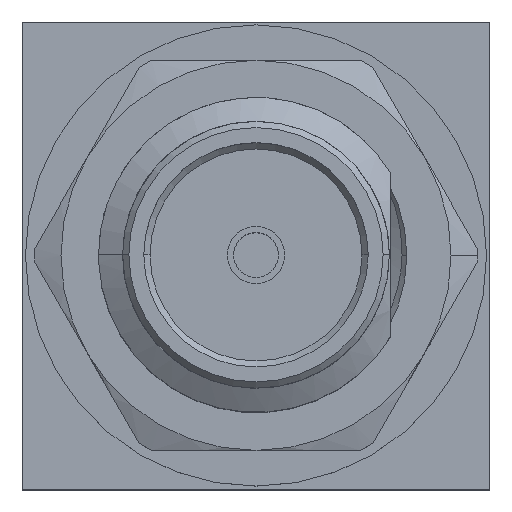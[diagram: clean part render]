
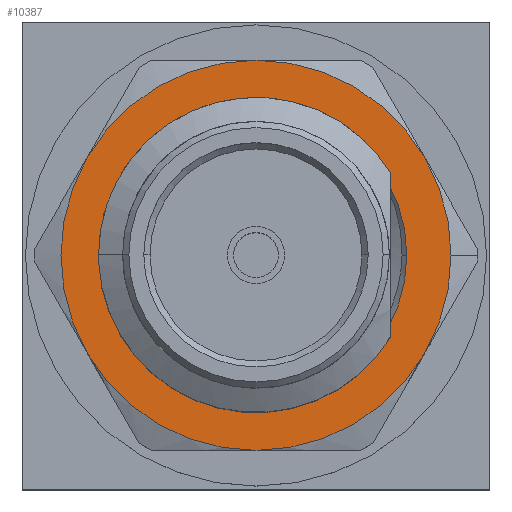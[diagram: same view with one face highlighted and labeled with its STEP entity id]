
A CAD part, top view. The second image highlights one B-rep face of the part: STEP entity #10387.
In plain terms, the highlighted planar face has unit normal (0, 0, 1).
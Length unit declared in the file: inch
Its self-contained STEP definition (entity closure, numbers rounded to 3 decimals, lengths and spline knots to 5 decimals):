
#251 = DIRECTION ( 'NONE',  ( 0., 0., 1. ) ) ;
#794 = B_SPLINE_CURVE_WITH_KNOTS ( 'NONE', 3,
 ( #3488, #7220, #3324, #2086, #13688, #8562, #13611, #11124 ),
 .UNSPECIFIED., .F., .F.,
 ( 4, 2, 2, 4 ),
 ( 0.00139, 0.0018, 0.00221, 0.00303 ),
 .UNSPECIFIED. ) ;
#995 = CIRCLE ( 'NONE', #15584, 0.1565 ) ;
#1123 = DIRECTION ( 'NONE',  ( 1., 0., 0. ) ) ;
#1202 = FACE_BOUND ( 'NONE', #6939, .T. ) ;
#1309 = CARTESIAN_POINT ( 'NONE',  ( 0.1565, 0., 0.185 ) ) ;
#1317 = CARTESIAN_POINT ( 'NONE',  ( -0.13553, 0.07825, 0.185 ) ) ;
#1402 = CARTESIAN_POINT ( 'NONE',  ( 0.02381, 0.11865, 0.185 ) ) ;
#1558 = CARTESIAN_POINT ( 'NONE',  ( 0., 0., 0.185 ) ) ;
#1665 = EDGE_CURVE ( 'NONE', #2081, #16386, #3529, .T. ) ;
#1776 = VERTEX_POINT ( 'NONE', #6098 ) ;
#1902 = DIRECTION ( 'NONE',  ( 0., 0., -1. ) ) ;
#2033 = DIRECTION ( 'NONE',  ( 0., 0., 1. ) ) ;
#2081 = VERTEX_POINT ( 'NONE', #7800 ) ;
#2086 = CARTESIAN_POINT ( 'NONE',  ( -0.12146, 0.01513, 0.185 ) ) ;
#2088 = AXIS2_PLACEMENT_3D ( 'NONE', #1558, #7951, #9281 ) ;
#2288 = CARTESIAN_POINT ( 'NONE',  ( 0., 0., 0.185 ) ) ;
#2311 = CARTESIAN_POINT ( 'NONE',  ( -0.0375, 0.11924, 0.185 ) ) ;
#2440 = CARTESIAN_POINT ( 'NONE',  ( 0., 0., 0.185 ) ) ;
#2532 = DIRECTION ( 'NONE',  ( 1., 0., 0. ) ) ;
#2601 = VERTEX_POINT ( 'NONE', #6377 ) ;
#2766 = ORIENTED_EDGE ( 'NONE', *, *, #4411, .T. ) ;
#2880 = CIRCLE ( 'NONE', #7110, 0.1565 ) ;
#2939 = B_SPLINE_CURVE_WITH_KNOTS ( 'NONE', 3,
 ( #2311, #6136, #3637, #7452, #8379, #5813 ),
 .UNSPECIFIED., .F., .F.,
 ( 4, 2, 4 ),
 ( 0., 0.00078, 0.00157 ),
 .UNSPECIFIED. ) ;
#2945 = EDGE_CURVE ( 'NONE', #2601, #2081, #9506, .T. ) ;
#2965 = VERTEX_POINT ( 'NONE', #1317 ) ;
#3051 = CARTESIAN_POINT ( 'NONE',  ( -0.12085, -0.00644, 0.185 ) ) ;
#3276 = EDGE_LOOP ( 'NONE', ( #15479, #11330, #12646, #13509, #2766, #9357, #13403 ) ) ;
#3323 = EDGE_CURVE ( 'NONE', #1776, #10193, #10559, .T. ) ;
#3324 = CARTESIAN_POINT ( 'NONE',  ( -0.12168, 0.00431, 0.185 ) ) ;
#3488 = CARTESIAN_POINT ( 'NONE',  ( -0.12085, -0.00644, 0.185 ) ) ;
#3529 = CIRCLE ( 'NONE', #12805, 0.1565 ) ;
#3637 = CARTESIAN_POINT ( 'NONE',  ( -0.01716, 0.12295, 0.185 ) ) ;
#3701 = DIRECTION ( 'NONE',  ( 0., 0., 1. ) ) ;
#4411 = EDGE_CURVE ( 'NONE', #2965, #10432, #995, .T. ) ;
#4508 = CIRCLE ( 'NONE', #13784, 0.1565 ) ;
#4543 = DIRECTION ( 'NONE',  ( 1., 0., 0. ) ) ;
#4697 = CARTESIAN_POINT ( 'NONE',  ( 0., 0., 0.185 ) ) ;
#4712 = ORIENTED_EDGE ( 'NONE', *, *, #9955, .T. ) ;
#4736 = AXIS2_PLACEMENT_3D ( 'NONE', #5721, #1902, #4543 ) ;
#4883 = VERTEX_POINT ( 'NONE', #5574 ) ;
#4934 = DIRECTION ( 'NONE',  ( 1., 0., 0. ) ) ;
#5263 = CIRCLE ( 'NONE', #2088, 0.12102 ) ;
#5574 = CARTESIAN_POINT ( 'NONE',  ( -0.11124, 0.05701, 0.185 ) ) ;
#5656 = DIRECTION ( 'NONE',  ( 0., 0., 1. ) ) ;
#5701 = VERTEX_POINT ( 'NONE', #8035 ) ;
#5721 = CARTESIAN_POINT ( 'NONE',  ( 0., 0., 0.185 ) ) ;
#5813 = CARTESIAN_POINT ( 'NONE',  ( 0.02381, 0.11865, 0.185 ) ) ;
#5949 = FACE_OUTER_BOUND ( 'NONE', #3276, .T. ) ;
#6028 = DIRECTION ( 'NONE',  ( 0., 0., 1. ) ) ;
#6098 = CARTESIAN_POINT ( 'NONE',  ( 0.12102, 0., 0.185 ) ) ;
#6136 = CARTESIAN_POINT ( 'NONE',  ( -0.02738, 0.12176, 0.185 ) ) ;
#6377 = CARTESIAN_POINT ( 'NONE',  ( 0., -0.1565, 0.185 ) ) ;
#6475 = ORIENTED_EDGE ( 'NONE', *, *, #10526, .F. ) ;
#6939 = EDGE_LOOP ( 'NONE', ( #6475, #15795, #4712, #9426, #10383 ) ) ;
#7110 = AXIS2_PLACEMENT_3D ( 'NONE', #8754, #10073, #15295 ) ;
#7220 = CARTESIAN_POINT ( 'NONE',  ( -0.12145, -0.00108, 0.185 ) ) ;
#7452 = CARTESIAN_POINT ( 'NONE',  ( 0.00347, 0.12275, 0.185 ) ) ;
#7800 = CARTESIAN_POINT ( 'NONE',  ( 0.13553, -0.07825, 0.185 ) ) ;
#7900 = CIRCLE ( 'NONE', #14522, 0.1565 ) ;
#7951 = DIRECTION ( 'NONE',  ( 0., 0., -1. ) ) ;
#8035 = CARTESIAN_POINT ( 'NONE',  ( -0.0375, 0.11924, 0.185 ) ) ;
#8117 = CARTESIAN_POINT ( 'NONE',  ( 0.13553, 0.07825, 0.185 ) ) ;
#8195 = AXIS2_PLACEMENT_3D ( 'NONE', #8844, #13895, #2532 ) ;
#8330 = EDGE_CURVE ( 'NONE', #11492, #12998, #7900, .T. ) ;
#8379 = CARTESIAN_POINT ( 'NONE',  ( 0.01388, 0.12132, 0.185 ) ) ;
#8554 = CARTESIAN_POINT ( 'NONE',  ( 0., 0., 0.185 ) ) ;
#8562 = CARTESIAN_POINT ( 'NONE',  ( -0.11856, 0.03664, 0.185 ) ) ;
#8670 = CARTESIAN_POINT ( 'NONE',  ( 0., 0., 0.185 ) ) ;
#8719 = AXIS2_PLACEMENT_3D ( 'NONE', #8554, #13848, #10115 ) ;
#8754 = CARTESIAN_POINT ( 'NONE',  ( 0., 0., 0.185 ) ) ;
#8803 = EDGE_CURVE ( 'NONE', #12998, #2965, #2880, .T. ) ;
#8844 = CARTESIAN_POINT ( 'NONE',  ( 0., 0., 0.185 ) ) ;
#9281 = DIRECTION ( 'NONE',  ( 1., 0., 0. ) ) ;
#9357 = ORIENTED_EDGE ( 'NONE', *, *, #10489, .T. ) ;
#9426 = ORIENTED_EDGE ( 'NONE', *, *, #3323, .T. ) ;
#9506 = CIRCLE ( 'NONE', #8719, 0.1565 ) ;
#9739 = DIRECTION ( 'NONE',  ( 0., 0., 1. ) ) ;
#9955 = EDGE_CURVE ( 'NONE', #14170, #1776, #5263, .T. ) ;
#10073 = DIRECTION ( 'NONE',  ( 0., 0., 1. ) ) ;
#10115 = DIRECTION ( 'NONE',  ( 1., 0., 0. ) ) ;
#10193 = VERTEX_POINT ( 'NONE', #3051 ) ;
#10277 = CARTESIAN_POINT ( 'NONE',  ( 0., 0., 0.185 ) ) ;
#10300 = CIRCLE ( 'NONE', #16406, 0.1565 ) ;
#10383 = ORIENTED_EDGE ( 'NONE', *, *, #15187, .T. ) ;
#10387 = ADVANCED_FACE ( 'NONE', ( #5949, #1202 ), #16069, .T. ) ;
#10432 = VERTEX_POINT ( 'NONE', #15073 ) ;
#10489 = EDGE_CURVE ( 'NONE', #10432, #2601, #10300, .T. ) ;
#10526 = EDGE_CURVE ( 'NONE', #5701, #4883, #15345, .T. ) ;
#10539 = DIRECTION ( 'NONE',  ( 1., 0., 0. ) ) ;
#10559 = CIRCLE ( 'NONE', #4736, 0.12102 ) ;
#11124 = CARTESIAN_POINT ( 'NONE',  ( -0.11124, 0.05701, 0.185 ) ) ;
#11330 = ORIENTED_EDGE ( 'NONE', *, *, #15905, .T. ) ;
#11492 = VERTEX_POINT ( 'NONE', #8117 ) ;
#12327 = DIRECTION ( 'NONE',  ( 1., 0., 0. ) ) ;
#12646 = ORIENTED_EDGE ( 'NONE', *, *, #8330, .T. ) ;
#12805 = AXIS2_PLACEMENT_3D ( 'NONE', #2440, #9739, #14889 ) ;
#12849 = DIRECTION ( 'NONE',  ( 1., 0., 0. ) ) ;
#12998 = VERTEX_POINT ( 'NONE', #15772 ) ;
#13403 = ORIENTED_EDGE ( 'NONE', *, *, #2945, .T. ) ;
#13509 = ORIENTED_EDGE ( 'NONE', *, *, #8803, .T. ) ;
#13611 = CARTESIAN_POINT ( 'NONE',  ( -0.11559, 0.047, 0.185 ) ) ;
#13688 = CARTESIAN_POINT ( 'NONE',  ( -0.12099, 0.0206, 0.185 ) ) ;
#13784 = AXIS2_PLACEMENT_3D ( 'NONE', #15528, #5656, #10539 ) ;
#13848 = DIRECTION ( 'NONE',  ( 0., 0., 1. ) ) ;
#13895 = DIRECTION ( 'NONE',  ( 0., 0., 1. ) ) ;
#14170 = VERTEX_POINT ( 'NONE', #1402 ) ;
#14522 = AXIS2_PLACEMENT_3D ( 'NONE', #8670, #2033, #4934 ) ;
#14889 = DIRECTION ( 'NONE',  ( 1., 0., 0. ) ) ;
#15073 = CARTESIAN_POINT ( 'NONE',  ( -0.13553, -0.07825, 0.185 ) ) ;
#15086 = AXIS2_PLACEMENT_3D ( 'NONE', #4697, #6028, #12327 ) ;
#15187 = EDGE_CURVE ( 'NONE', #10193, #4883, #794, .T. ) ;
#15295 = DIRECTION ( 'NONE',  ( 1., 0., 0. ) ) ;
#15345 = CIRCLE ( 'NONE', #8195, 0.125 ) ;
#15479 = ORIENTED_EDGE ( 'NONE', *, *, #1665, .T. ) ;
#15528 = CARTESIAN_POINT ( 'NONE',  ( 0., 0., 0.185 ) ) ;
#15584 = AXIS2_PLACEMENT_3D ( 'NONE', #10277, #251, #12849 ) ;
#15772 = CARTESIAN_POINT ( 'NONE',  ( 0., 0.1565, 0.185 ) ) ;
#15795 = ORIENTED_EDGE ( 'NONE', *, *, #16308, .T. ) ;
#15905 = EDGE_CURVE ( 'NONE', #16386, #11492, #4508, .T. ) ;
#16069 = PLANE ( 'NONE',  #15086 ) ;
#16308 = EDGE_CURVE ( 'NONE', #5701, #14170, #2939, .T. ) ;
#16386 = VERTEX_POINT ( 'NONE', #1309 ) ;
#16406 = AXIS2_PLACEMENT_3D ( 'NONE', #2288, #3701, #1123 ) ;
